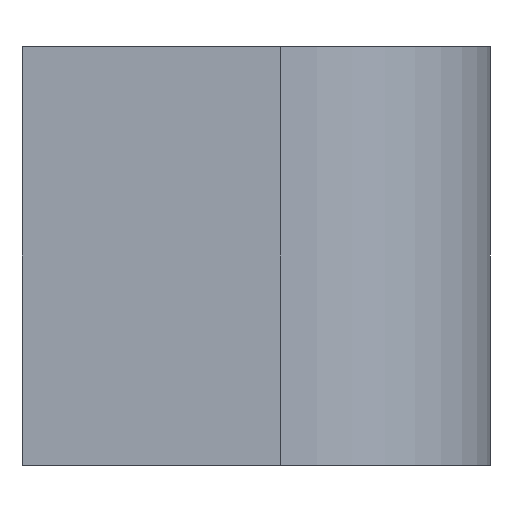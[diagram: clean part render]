
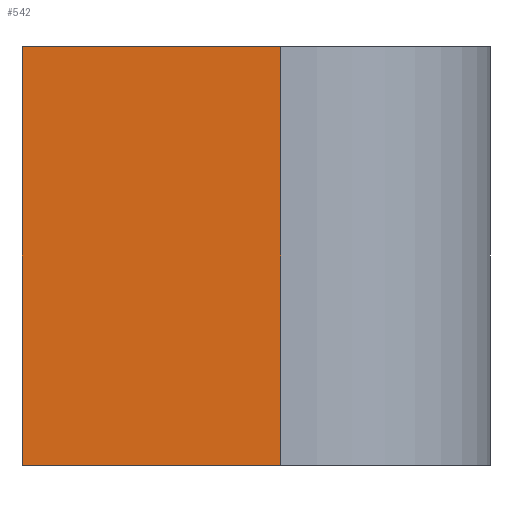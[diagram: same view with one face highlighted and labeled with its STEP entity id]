
A CAD part, left-side view. The second image highlights one B-rep face of the part: STEP entity #542.
In plain terms, the highlighted planar face has unit normal (-1, 0, 0).
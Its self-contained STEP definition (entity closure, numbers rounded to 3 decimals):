
#6 = ORIENTED_EDGE ( 'NONE', *, *, #587, .T. ) ;
#19 = VECTOR ( 'NONE', #83, 1000. ) ;
#26 = CARTESIAN_POINT ( 'NONE',  ( -10., -43.35, 12.5 ) ) ;
#27 = EDGE_LOOP ( 'NONE', ( #6, #179, #313, #562 ) ) ;
#32 = VECTOR ( 'NONE', #190, 1000. ) ;
#47 = VECTOR ( 'NONE', #459, 1000. ) ;
#57 = AXIS2_PLACEMENT_3D ( 'NONE', #506, #509, #625 ) ;
#73 = CARTESIAN_POINT ( 'NONE',  ( -10., -43.35, 4.5 ) ) ;
#83 = DIRECTION ( 'NONE',  ( 0., 1., 0. ) ) ;
#87 = LINE ( 'NONE', #89, #32 ) ;
#89 = CARTESIAN_POINT ( 'NONE',  ( -10., -42.875, 4.5 ) ) ;
#94 = EDGE_CURVE ( 'NONE', #97, #433, #671, .T. ) ;
#97 = VERTEX_POINT ( 'NONE', #26 ) ;
#173 = LINE ( 'NONE', #306, #329 ) ;
#179 = ORIENTED_EDGE ( 'NONE', *, *, #539, .T. ) ;
#190 = DIRECTION ( 'NONE',  ( 0., -1., 0. ) ) ;
#245 = FACE_OUTER_BOUND ( 'NONE', #27, .T. ) ;
#306 = CARTESIAN_POINT ( 'NONE',  ( -10., -38.4, 8.5 ) ) ;
#313 = ORIENTED_EDGE ( 'NONE', *, *, #94, .T. ) ;
#329 = VECTOR ( 'NONE', #399, 1000. ) ;
#360 = CARTESIAN_POINT ( 'NONE',  ( -10., -42.875, 12.5 ) ) ;
#399 = DIRECTION ( 'NONE',  ( 0., 0., 1. ) ) ;
#425 = VERTEX_POINT ( 'NONE', #490 ) ;
#433 = VERTEX_POINT ( 'NONE', #715 ) ;
#459 = DIRECTION ( 'NONE',  ( 0., 0., 1. ) ) ;
#480 = EDGE_CURVE ( 'NONE', #425, #433, #173, .T. ) ;
#490 = CARTESIAN_POINT ( 'NONE',  ( -10., -38.4, 4.5 ) ) ;
#505 = VERTEX_POINT ( 'NONE', #73 ) ;
#506 = CARTESIAN_POINT ( 'NONE',  ( -10., -20.675, 8.5 ) ) ;
#509 = DIRECTION ( 'NONE',  ( 1., 0., 0. ) ) ;
#539 = EDGE_CURVE ( 'NONE', #505, #97, #672, .T. ) ;
#542 = ADVANCED_FACE ( 'NONE', ( #245 ), #678, .F. ) ;
#562 = ORIENTED_EDGE ( 'NONE', *, *, #480, .F. ) ;
#567 = CARTESIAN_POINT ( 'NONE',  ( -10., -43.35, 8.5 ) ) ;
#587 = EDGE_CURVE ( 'NONE', #425, #505, #87, .T. ) ;
#625 = DIRECTION ( 'NONE',  ( 0., 1., 0. ) ) ;
#671 = LINE ( 'NONE', #360, #19 ) ;
#672 = LINE ( 'NONE', #567, #47 ) ;
#678 = PLANE ( 'NONE',  #57 ) ;
#715 = CARTESIAN_POINT ( 'NONE',  ( -10., -38.4, 12.5 ) ) ;
